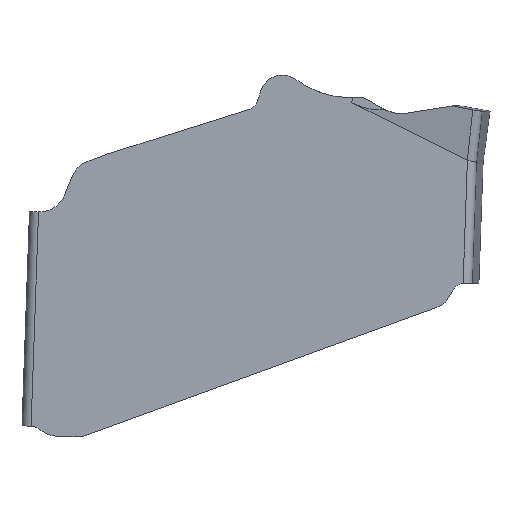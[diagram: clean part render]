
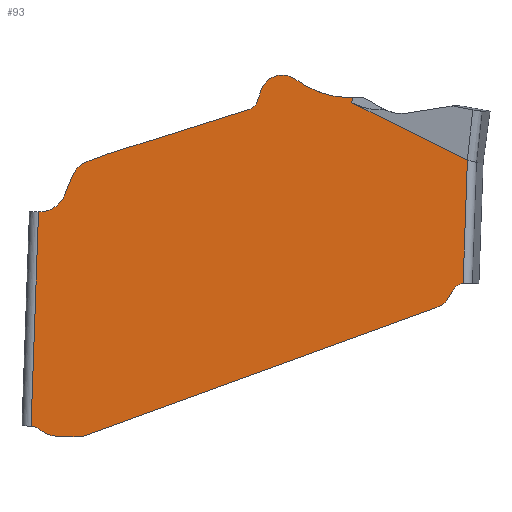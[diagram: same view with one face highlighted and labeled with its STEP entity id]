
A CAD part, left-side view. The second image highlights one B-rep face of the part: STEP entity #93.
In plain terms, the highlighted planar face has unit normal (-1, 0, 0).
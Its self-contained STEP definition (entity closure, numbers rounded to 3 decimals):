
#93=ADVANCED_FACE('',(#169),#131,.F.);
#131=PLANE('',#1444);
#169=FACE_OUTER_BOUND('',#222,.T.);
#222=EDGE_LOOP('',(#402,#403,#404,#405,#406,#407,#408,#409,#410,#411,#412,
#413,#414,#415,#416,#417,#418,#419,#420,#421,#422,#423,#424,#425));
#402=ORIENTED_EDGE('',*,*,#732,.F.);
#403=ORIENTED_EDGE('',*,*,#733,.F.);
#404=ORIENTED_EDGE('',*,*,#638,.F.);
#405=ORIENTED_EDGE('',*,*,#671,.F.);
#406=ORIENTED_EDGE('',*,*,#734,.T.);
#407=ORIENTED_EDGE('',*,*,#735,.T.);
#408=ORIENTED_EDGE('',*,*,#736,.T.);
#409=ORIENTED_EDGE('',*,*,#737,.T.);
#410=ORIENTED_EDGE('',*,*,#738,.T.);
#411=ORIENTED_EDGE('',*,*,#739,.F.);
#412=ORIENTED_EDGE('',*,*,#740,.F.);
#413=ORIENTED_EDGE('',*,*,#741,.F.);
#414=ORIENTED_EDGE('',*,*,#742,.T.);
#415=ORIENTED_EDGE('',*,*,#743,.T.);
#416=ORIENTED_EDGE('',*,*,#744,.T.);
#417=ORIENTED_EDGE('',*,*,#745,.T.);
#418=ORIENTED_EDGE('',*,*,#728,.T.);
#419=ORIENTED_EDGE('',*,*,#718,.T.);
#420=ORIENTED_EDGE('',*,*,#716,.F.);
#421=ORIENTED_EDGE('',*,*,#714,.F.);
#422=ORIENTED_EDGE('',*,*,#712,.F.);
#423=ORIENTED_EDGE('',*,*,#710,.F.);
#424=ORIENTED_EDGE('',*,*,#708,.F.);
#425=ORIENTED_EDGE('',*,*,#706,.T.);
#544=VERTEX_POINT('',#1921);
#545=VERTEX_POINT('',#1923);
#568=VERTEX_POINT('',#2185);
#597=VERTEX_POINT('',#2324);
#598=VERTEX_POINT('',#2326);
#599=VERTEX_POINT('',#2330);
#600=VERTEX_POINT('',#2334);
#601=VERTEX_POINT('',#2338);
#602=VERTEX_POINT('',#2342);
#603=VERTEX_POINT('',#2346);
#604=VERTEX_POINT('',#2350);
#609=VERTEX_POINT('',#2372);
#612=VERTEX_POINT('',#2386);
#613=VERTEX_POINT('',#2393);
#614=VERTEX_POINT('',#2395);
#615=VERTEX_POINT('',#2400);
#616=VERTEX_POINT('',#2402);
#617=VERTEX_POINT('',#2404);
#618=VERTEX_POINT('',#2406);
#619=VERTEX_POINT('',#2408);
#620=VERTEX_POINT('',#2410);
#621=VERTEX_POINT('',#2412);
#622=VERTEX_POINT('',#2414);
#623=VERTEX_POINT('',#2416);
#638=EDGE_CURVE('',#544,#545,#1059,.T.);
#671=EDGE_CURVE('',#568,#544,#1077,.T.);
#706=EDGE_CURVE('',#598,#597,#862,.T.);
#708=EDGE_CURVE('',#598,#599,#1096,.T.);
#710=EDGE_CURVE('',#599,#600,#863,.T.);
#712=EDGE_CURVE('',#600,#601,#1099,.T.);
#714=EDGE_CURVE('',#601,#602,#1101,.T.);
#716=EDGE_CURVE('',#602,#603,#864,.T.);
#718=EDGE_CURVE('',#604,#603,#865,.T.);
#728=EDGE_CURVE('',#609,#604,#1108,.T.);
#732=EDGE_CURVE('',#612,#597,#1111,.T.);
#733=EDGE_CURVE('',#545,#612,#827,.T.);
#734=EDGE_CURVE('',#568,#613,#1112,.T.);
#735=EDGE_CURVE('',#613,#614,#870,.T.);
#736=EDGE_CURVE('',#614,#615,#828,.T.);
#737=EDGE_CURVE('',#615,#616,#871,.T.);
#738=EDGE_CURVE('',#616,#617,#1113,.T.);
#739=EDGE_CURVE('',#618,#617,#872,.T.);
#740=EDGE_CURVE('',#619,#618,#1114,.T.);
#741=EDGE_CURVE('',#620,#619,#873,.T.);
#742=EDGE_CURVE('',#620,#621,#1115,.T.);
#743=EDGE_CURVE('',#621,#622,#874,.T.);
#744=EDGE_CURVE('',#622,#623,#1116,.T.);
#745=EDGE_CURVE('',#623,#609,#875,.T.);
#827=B_SPLINE_CURVE_WITH_KNOTS('',3,(#2387,#2388,#2389,#2390,#2391),
 .UNSPECIFIED.,.F.,.F.,(4,1,4),(0.,0.5,1.),.UNSPECIFIED.);
#828=B_SPLINE_CURVE_WITH_KNOTS('',3,(#2396,#2397,#2398,#2399),
 .UNSPECIFIED.,.F.,.F.,(4,4),(0.,1.),.UNSPECIFIED.);
#862=CIRCLE('',#1418,0.3);
#863=CIRCLE('',#1421,0.5);
#864=CIRCLE('',#1425,0.5);
#865=CIRCLE('',#1427,0.5);
#870=CIRCLE('',#1438,2.);
#871=CIRCLE('',#1439,0.495);
#872=CIRCLE('',#1440,0.25);
#873=CIRCLE('',#1441,0.5);
#874=CIRCLE('',#1442,0.6);
#875=CIRCLE('',#1443,0.6);
#1059=LINE('',#1922,#1163);
#1077=LINE('',#2186,#1182);
#1096=LINE('',#2329,#1202);
#1099=LINE('',#2337,#1205);
#1101=LINE('',#2341,#1207);
#1108=LINE('',#2377,#1214);
#1111=LINE('',#2385,#1217);
#1112=LINE('',#2392,#1218);
#1113=LINE('',#2403,#1219);
#1114=LINE('',#2407,#1220);
#1115=LINE('',#2411,#1221);
#1116=LINE('',#2415,#1222);
#1163=VECTOR('',#1529,1.);
#1182=VECTOR('',#1558,1.);
#1202=VECTOR('',#1606,1.);
#1205=VECTOR('',#1615,1.);
#1207=VECTOR('',#1619,1.);
#1214=VECTOR('',#1646,1.);
#1217=VECTOR('',#1657,1.);
#1218=VECTOR('',#1658,1.);
#1219=VECTOR('',#1663,1.);
#1220=VECTOR('',#1666,1.);
#1221=VECTOR('',#1669,1.);
#1222=VECTOR('',#1672,1.);
#1418=AXIS2_PLACEMENT_3D('',#2325,#1601,#1602);
#1421=AXIS2_PLACEMENT_3D('',#2333,#1610,#1611);
#1425=AXIS2_PLACEMENT_3D('',#2345,#1623,#1624);
#1427=AXIS2_PLACEMENT_3D('',#2349,#1628,#1629);
#1438=AXIS2_PLACEMENT_3D('',#2394,#1659,#1660);
#1439=AXIS2_PLACEMENT_3D('',#2401,#1661,#1662);
#1440=AXIS2_PLACEMENT_3D('',#2405,#1664,#1665);
#1441=AXIS2_PLACEMENT_3D('',#2409,#1667,#1668);
#1442=AXIS2_PLACEMENT_3D('',#2413,#1670,#1671);
#1443=AXIS2_PLACEMENT_3D('',#2417,#1673,#1674);
#1444=AXIS2_PLACEMENT_3D('',#2418,#1675,#1676);
#1529=DIRECTION('',(0.,-0.895,-0.445));
#1558=DIRECTION('',(0.,0.035,-0.999));
#1601=DIRECTION('',(1.,0.,0.));
#1602=DIRECTION('',(0.,0.866,0.5));
#1606=DIRECTION('',(0.,0.5,-0.866));
#1610=DIRECTION('',(1.,0.,0.));
#1611=DIRECTION('',(0.,-0.866,-0.5));
#1615=DIRECTION('',(0.,0.94,-0.342));
#1619=DIRECTION('',(0.,0.999,0.035));
#1623=DIRECTION('',(1.,0.,0.));
#1624=DIRECTION('',(0.,0.035,-0.999));
#1628=DIRECTION('',(1.,0.,0.));
#1629=DIRECTION('',(0.,-0.135,0.991));
#1646=DIRECTION('',(0.,0.035,-0.999));
#1657=DIRECTION('',(0.,0.035,-0.999));
#1658=DIRECTION('',(0.,1.,0.));
#1659=DIRECTION('',(1.,0.,0.));
#1660=DIRECTION('',(0.,0.,-1.));
#1661=DIRECTION('',(-1.,0.,0.));
#1662=DIRECTION('',(0.,-0.601,0.8));
#1663=DIRECTION('',(0.,0.342,-0.94));
#1664=DIRECTION('',(-1.,0.,0.));
#1665=DIRECTION('',(0.,-0.301,-0.954));
#1666=DIRECTION('',(0.,-0.954,0.301));
#1667=DIRECTION('',(1.,0.,0.));
#1668=DIRECTION('',(0.,0.342,0.94));
#1669=DIRECTION('',(0.,0.94,-0.342));
#1670=DIRECTION('',(-1.,0.,0.));
#1671=DIRECTION('',(0.,0.342,0.94));
#1672=DIRECTION('',(0.,0.375,-0.927));
#1673=DIRECTION('',(1.,0.,0.));
#1674=DIRECTION('',(0.,-0.927,-0.375));
#1675=DIRECTION('',(1.,0.,0.));
#1676=DIRECTION('',(0.,-0.999,-0.035));
#1921=CARTESIAN_POINT('',(-1.05,2.962,0.182));
#1922=CARTESIAN_POINT('',(-1.05,2.962,0.182));
#1923=CARTESIAN_POINT('',(-1.05,0.417,-1.083));
#2185=CARTESIAN_POINT('',(-1.05,2.958,0.3));
#2186=CARTESIAN_POINT('',(-1.05,2.958,0.3));
#2324=CARTESIAN_POINT('',(-1.05,0.508,-3.798));
#2325=CARTESIAN_POINT('',(-1.05,0.469,-4.095));
#2326=CARTESIAN_POINT('',(-1.05,0.729,-3.945));
#2329=CARTESIAN_POINT('',(-1.05,0.729,-3.945));
#2330=CARTESIAN_POINT('',(-1.05,0.827,-4.114));
#2333=CARTESIAN_POINT('',(-1.05,1.26,-3.864));
#2334=CARTESIAN_POINT('',(-1.05,1.089,-4.334));
#2337=CARTESIAN_POINT('',(-1.05,1.089,-4.334));
#2338=CARTESIAN_POINT('',(-1.05,8.943,-7.192));
#2341=CARTESIAN_POINT('',(-1.05,8.943,-7.192));
#2342=CARTESIAN_POINT('',(-1.05,9.506,-7.173));
#2345=CARTESIAN_POINT('',(-1.05,9.489,-6.673));
#2346=CARTESIAN_POINT('',(-1.05,9.802,-7.062));
#2349=CARTESIAN_POINT('',(-1.05,10.116,-7.451));
#2350=CARTESIAN_POINT('',(-1.05,10.049,-6.956));
#2372=CARTESIAN_POINT('',(-1.05,9.884,-2.222));
#2377=CARTESIAN_POINT('',(-1.05,9.884,-2.222));
#2385=CARTESIAN_POINT('',(-1.05,0.414,-1.084));
#2386=CARTESIAN_POINT('',(-1.05,0.414,-1.084));
#2387=CARTESIAN_POINT('',(-1.05,0.417,-1.083));
#2388=CARTESIAN_POINT('',(-1.05,0.416,-1.084));
#2389=CARTESIAN_POINT('',(-1.05,0.415,-1.084));
#2390=CARTESIAN_POINT('',(-1.05,0.414,-1.084));
#2391=CARTESIAN_POINT('',(-1.05,0.414,-1.084));
#2392=CARTESIAN_POINT('',(-1.05,2.958,0.3));
#2393=CARTESIAN_POINT('',(-1.05,3.,0.3));
#2394=CARTESIAN_POINT('',(-1.05,3.,2.3));
#2395=CARTESIAN_POINT('',(-1.05,3.053,0.301));
#2396=CARTESIAN_POINT('',(-1.05,3.053,0.301));
#2397=CARTESIAN_POINT('',(-1.05,3.465,0.312));
#2398=CARTESIAN_POINT('',(-1.05,3.872,0.454));
#2399=CARTESIAN_POINT('',(-1.05,4.201,0.701));
#2400=CARTESIAN_POINT('',(-1.05,4.201,0.701));
#2401=CARTESIAN_POINT('',(-1.05,4.498,0.305));
#2402=CARTESIAN_POINT('',(-1.05,4.963,0.474));
#2403=CARTESIAN_POINT('',(-1.05,4.963,0.474));
#2404=CARTESIAN_POINT('',(-1.05,5.064,0.196));
#2405=CARTESIAN_POINT('',(-1.05,5.299,0.282));
#2406=CARTESIAN_POINT('',(-1.05,5.224,0.043));
#2407=CARTESIAN_POINT('',(-1.05,8.331,-0.936));
#2408=CARTESIAN_POINT('',(-1.05,8.331,-0.936));
#2409=CARTESIAN_POINT('',(-1.05,8.18,-1.413));
#2410=CARTESIAN_POINT('',(-1.05,8.351,-0.943));
#2411=CARTESIAN_POINT('',(-1.05,8.351,-0.943));
#2412=CARTESIAN_POINT('',(-1.05,8.792,-1.104));
#2413=CARTESIAN_POINT('',(-1.05,8.587,-1.667));
#2414=CARTESIAN_POINT('',(-1.05,9.143,-1.443));
#2415=CARTESIAN_POINT('',(-1.05,9.143,-1.443));
#2416=CARTESIAN_POINT('',(-1.05,9.306,-1.847));
#2417=CARTESIAN_POINT('',(-1.05,9.863,-1.622));
#2418=CARTESIAN_POINT('',(-1.05,0.353,0.637));
